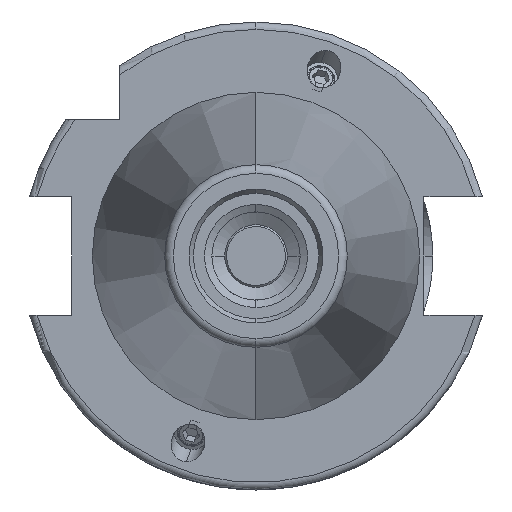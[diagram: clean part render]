
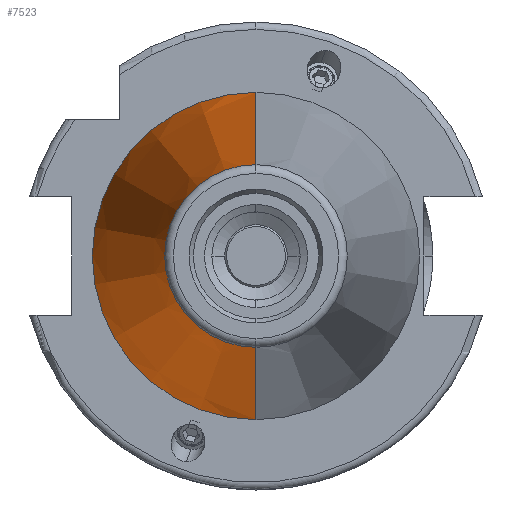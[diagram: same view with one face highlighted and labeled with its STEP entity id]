
A CAD part, left-side view. The second image highlights one B-rep face of the part: STEP entity #7523.
In plain terms, the highlighted conical face has half-angle 8.297 degrees and reference radius 22.225 mm.
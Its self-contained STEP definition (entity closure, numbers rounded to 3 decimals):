
#166 = VERTEX_POINT ( 'NONE', #1683 ) ;
#506 = CARTESIAN_POINT ( 'NONE',  ( -67.373, 0., 0. ) ) ;
#668 = CARTESIAN_POINT ( 'NONE',  ( -67.373, 12.4, 0. ) ) ;
#681 = ORIENTED_EDGE ( 'NONE', *, *, #8200, .F. ) ;
#1431 = CARTESIAN_POINT ( 'NONE',  ( 0., 0., 0. ) ) ;
#1683 = CARTESIAN_POINT ( 'NONE',  ( 0., -22.225, 0. ) ) ;
#1736 = CARTESIAN_POINT ( 'NONE',  ( -67.373, -12.4, 0. ) ) ;
#1991 = ORIENTED_EDGE ( 'NONE', *, *, #12427, .T. ) ;
#2073 = CIRCLE ( 'NONE', #12137, 22.225 ) ;
#2227 = DIRECTION ( 'NONE',  ( 0., 1., 0. ) ) ;
#3030 = CIRCLE ( 'NONE', #11630, 12.4 ) ;
#4180 = ORIENTED_EDGE ( 'NONE', *, *, #11469, .F. ) ;
#4265 = FACE_OUTER_BOUND ( 'NONE', #8410, .T. ) ;
#5238 = EDGE_CURVE ( 'NONE', #166, #6859, #2073, .T. ) ;
#5808 = DIRECTION ( 'NONE',  ( 0.99, -0.144, 0. ) ) ;
#6012 = DIRECTION ( 'NONE',  ( 0.99, 0.144, 0. ) ) ;
#6030 = AXIS2_PLACEMENT_3D ( 'NONE', #1431, #7285, #2227 ) ;
#6546 = DIRECTION ( 'NONE',  ( -1., 0., 0. ) ) ;
#6655 = CARTESIAN_POINT ( 'NONE',  ( 0., 0., 0. ) ) ;
#6859 = VERTEX_POINT ( 'NONE', #10659 ) ;
#7285 = DIRECTION ( 'NONE',  ( 1., 0., 0. ) ) ;
#7523 = ADVANCED_FACE ( 'NONE', ( #4265 ), #12734, .T. ) ;
#7842 = DIRECTION ( 'NONE',  ( 0., -1., 0. ) ) ;
#8200 = EDGE_CURVE ( 'NONE', #8484, #6859, #12767, .T. ) ;
#8410 = EDGE_LOOP ( 'NONE', ( #4180, #1991, #10831, #681 ) ) ;
#8484 = VERTEX_POINT ( 'NONE', #668 ) ;
#8890 = LINE ( 'NONE', #8964, #12903 ) ;
#8964 = CARTESIAN_POINT ( 'NONE',  ( 0., -22.225, 0. ) ) ;
#9947 = CARTESIAN_POINT ( 'NONE',  ( 0., 22.225, 0. ) ) ;
#10655 = DIRECTION ( 'NONE',  ( -1., 0., 0. ) ) ;
#10659 = CARTESIAN_POINT ( 'NONE',  ( 0., 22.225, 0. ) ) ;
#10831 = ORIENTED_EDGE ( 'NONE', *, *, #5238, .T. ) ;
#11469 = EDGE_CURVE ( 'NONE', #11766, #8484, #3030, .T. ) ;
#11630 = AXIS2_PLACEMENT_3D ( 'NONE', #506, #6546, #11676 ) ;
#11676 = DIRECTION ( 'NONE',  ( 0., -1., 0. ) ) ;
#11766 = VERTEX_POINT ( 'NONE', #1736 ) ;
#12137 = AXIS2_PLACEMENT_3D ( 'NONE', #6655, #10655, #7842 ) ;
#12427 = EDGE_CURVE ( 'NONE', #11766, #166, #8890, .T. ) ;
#12495 = VECTOR ( 'NONE', #6012, 1000. ) ;
#12734 = CONICAL_SURFACE ( 'NONE', #6030, 22.225, 0.145 ) ;
#12767 = LINE ( 'NONE', #9947, #12495 ) ;
#12903 = VECTOR ( 'NONE', #5808, 1000. ) ;
